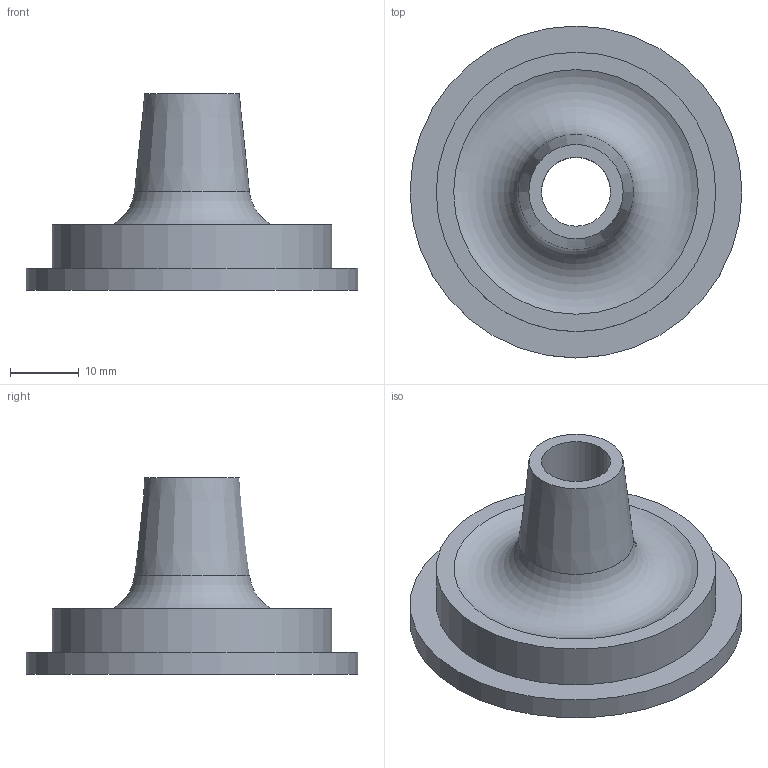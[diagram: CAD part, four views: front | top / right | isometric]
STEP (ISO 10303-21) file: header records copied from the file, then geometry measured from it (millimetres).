
FILE_DESCRIPTION(/* description */ ('Alibre Inc.'),/* implementation_level */ '2;1');
FILE_NAME(/* name */ 'export0',/* time_stamp */ '2012-06-01T13:44:08-04:00',/* author */ (''),/* organization */ (''),/* preprocessor_version */ 'ST-DEVELOPER v14',/* originating_system */ 'Alibre',/* authorisation */ '');
FILE_SCHEMA (('AUTOMOTIVE_DESIGN'));
Length unit declared in the file: centimetre
Bounding box: 48.26 x 48.26 x 28.57 mm (x, y, z)
Volume: 15405.9 mm3; surface area: 6492.3 mm2
Topology: 1 solids, 1 shells, 9 faces, 14 edges, 9 vertices
Faces by surface type: plane 4, cylinder 3, torus 1, cone 1
Full cylindrical faces by diameter (mm): 10.033 x1, 40.64 x1, 48.26 x1
Entity records: 198 total; most frequent: DIRECTION 31, CARTESIAN_POINT 27, ORIENTED_EDGE 18, EDGE_LOOP 18, FACE_BOUND 18, AXIS2_PLACEMENT_3D 18, VERTEX_POINT 9, CIRCLE 9
